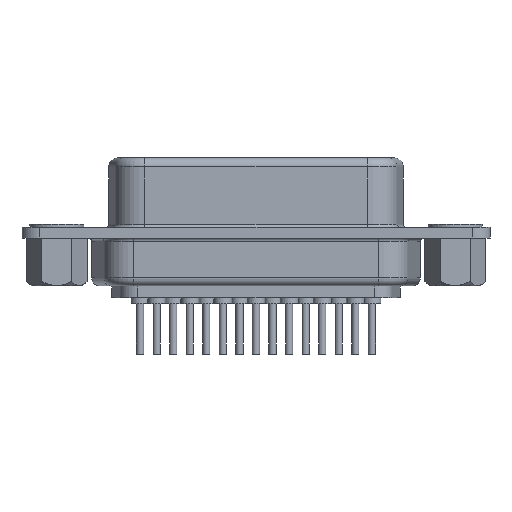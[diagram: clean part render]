
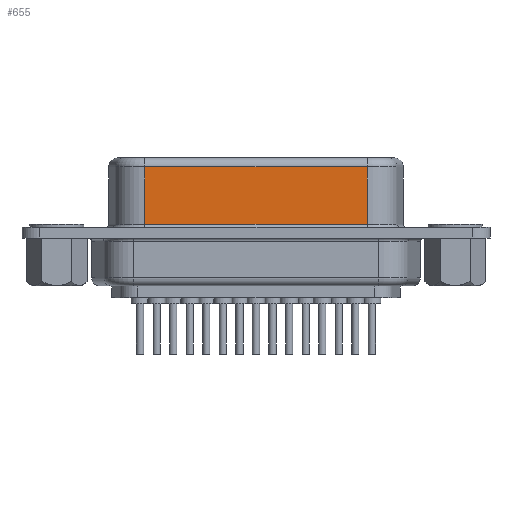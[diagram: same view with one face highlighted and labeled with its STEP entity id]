
A CAD part, front view. The second image highlights one B-rep face of the part: STEP entity #655.
In plain terms, the highlighted planar face has unit normal (0, -1, 0).
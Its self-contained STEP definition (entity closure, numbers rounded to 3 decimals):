
#655 = ADVANCED_FACE ( 'NONE', ( #2534 ), #6304, .F. ) ;
#777 = EDGE_CURVE ( 'NONE', #7492, #7320, #5572, .T. ) ;
#1307 = EDGE_CURVE ( 'NONE', #7076, #7492, #5436, .T. ) ;
#1349 = EDGE_CURVE ( 'NONE', #7076, #6710, #4951, .T. ) ;
#1425 = EDGE_CURVE ( 'NONE', #7320, #6710, #5417, .T. ) ;
#1840 = AXIS2_PLACEMENT_3D ( 'NONE', #6302, #6306, #6307 ) ;
#2534 = FACE_OUTER_BOUND ( 'NONE', #6871, .T. ) ;
#2576 = ORIENTED_EDGE ( 'NONE', *, *, #1425, .T. ) ;
#2587 = ORIENTED_EDGE ( 'NONE', *, *, #1307, .T. ) ;
#2778 = ORIENTED_EDGE ( 'NONE', *, *, #777, .T. ) ;
#2800 = ORIENTED_EDGE ( 'NONE', *, *, #1349, .F. ) ;
#3599 = CARTESIAN_POINT ( 'NONE',  ( -9.319, -3.95, 5.5 ) ) ;
#4005 = CARTESIAN_POINT ( 'NONE',  ( -9.319, -3.95, 5.5 ) ) ;
#4012 = DIRECTION ( 'NONE',  ( -1., 0., 0. ) ) ;
#4085 = DIRECTION ( 'NONE',  ( 0., 0., -1. ) ) ;
#4088 = CARTESIAN_POINT ( 'NONE',  ( 9.319, -3.95, 6.25 ) ) ;
#4249 = CARTESIAN_POINT ( 'NONE',  ( 9.319, -3.95, 0.7 ) ) ;
#4256 = DIRECTION ( 'NONE',  ( 1., 0., 0. ) ) ;
#4368 = CARTESIAN_POINT ( 'NONE',  ( 9.319, -3.95, 0.7 ) ) ;
#4511 = CARTESIAN_POINT ( 'NONE',  ( 9.319, -3.95, 5.5 ) ) ;
#4607 = CARTESIAN_POINT ( 'NONE',  ( -9.319, -3.95, 0.7 ) ) ;
#4804 = VECTOR ( 'NONE', #4256, 1000. ) ;
#4839 = VECTOR ( 'NONE', #4012, 1000. ) ;
#4939 = VECTOR ( 'NONE', #4085, 1000. ) ;
#4951 = LINE ( 'NONE', #4088, #4939 ) ;
#5417 = LINE ( 'NONE', #4249, #4804 ) ;
#5436 = LINE ( 'NONE', #4005, #4839 ) ;
#5560 = VECTOR ( 'NONE', #8324, 1000. ) ;
#5572 = LINE ( 'NONE', #8329, #5560 ) ;
#6302 = CARTESIAN_POINT ( 'NONE',  ( -9.319, -3.95, 6.25 ) ) ;
#6304 = PLANE ( 'NONE',  #1840 ) ;
#6306 = DIRECTION ( 'NONE',  ( 0., 1., 0. ) ) ;
#6307 = DIRECTION ( 'NONE',  ( 0., 0., 1. ) ) ;
#6710 = VERTEX_POINT ( 'NONE', #4368 ) ;
#6871 = EDGE_LOOP ( 'NONE', ( #2778, #2576, #2800, #2587 ) ) ;
#7076 = VERTEX_POINT ( 'NONE', #4511 ) ;
#7320 = VERTEX_POINT ( 'NONE', #4607 ) ;
#7492 = VERTEX_POINT ( 'NONE', #3599 ) ;
#8324 = DIRECTION ( 'NONE',  ( 0., 0., -1. ) ) ;
#8329 = CARTESIAN_POINT ( 'NONE',  ( -9.319, -3.95, 6.25 ) ) ;
